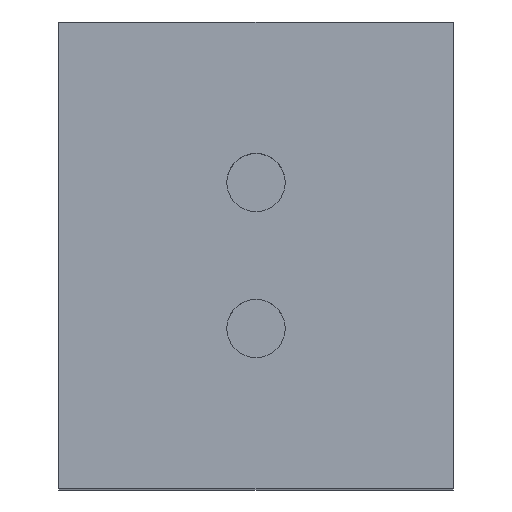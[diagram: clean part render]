
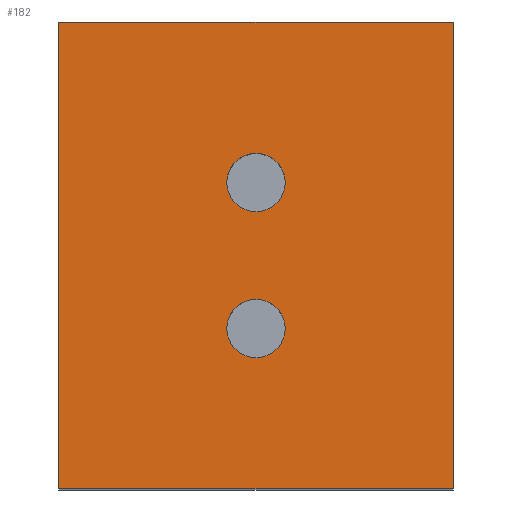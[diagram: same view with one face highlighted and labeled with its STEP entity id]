
A CAD part, top view. The second image highlights one B-rep face of the part: STEP entity #182.
In plain terms, the highlighted planar face has unit normal (0, 0, 1).
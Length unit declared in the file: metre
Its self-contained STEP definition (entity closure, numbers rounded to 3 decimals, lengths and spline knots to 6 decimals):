
#18=CIRCLE('',#212,0.002);
#19=CIRCLE('',#213,0.002);
#42=ORIENTED_EDGE('',*,*,#78,.F.);
#43=ORIENTED_EDGE('',*,*,#79,.F.);
#44=ORIENTED_EDGE('',*,*,#66,.F.);
#45=ORIENTED_EDGE('',*,*,#70,.T.);
#46=ORIENTED_EDGE('',*,*,#73,.T.);
#47=ORIENTED_EDGE('',*,*,#77,.F.);
#66=EDGE_CURVE('',#86,#87,#102,.T.);
#70=EDGE_CURVE('',#86,#89,#106,.T.);
#73=EDGE_CURVE('',#89,#91,#109,.T.);
#77=EDGE_CURVE('',#87,#91,#111,.T.);
#78=EDGE_CURVE('',#94,#94,#18,.T.);
#79=EDGE_CURVE('',#95,#95,#19,.T.);
#86=VERTEX_POINT('',#291);
#87=VERTEX_POINT('',#293);
#89=VERTEX_POINT('',#299);
#91=VERTEX_POINT('',#305);
#94=VERTEX_POINT('',#316);
#95=VERTEX_POINT('',#318);
#102=LINE('',#292,#114);
#106=LINE('',#300,#118);
#109=LINE('',#306,#121);
#111=LINE('',#313,#123);
#114=VECTOR('',#233,1.);
#118=VECTOR('',#239,1.);
#121=VECTOR('',#244,1.);
#123=VECTOR('',#252,1.);
#130=EDGE_LOOP('',(#42));
#131=EDGE_LOOP('',(#43));
#132=EDGE_LOOP('',(#44,#45,#46,#47));
#152=FACE_BOUND('',#130,.T.);
#153=FACE_BOUND('',#131,.T.);
#154=FACE_BOUND('',#132,.T.);
#172=PLANE('',#211);
#182=ADVANCED_FACE('',(#152,#153,#154),#172,.T.);
#211=AXIS2_PLACEMENT_3D('',#314,#253,#254);
#212=AXIS2_PLACEMENT_3D('',#315,#255,#256);
#213=AXIS2_PLACEMENT_3D('',#317,#257,#258);
#233=DIRECTION('',(1.,0.,0.));
#239=DIRECTION('',(0.,-1.,0.));
#244=DIRECTION('',(1.,0.,0.));
#252=DIRECTION('',(0.,-1.,0.));
#253=DIRECTION('',(0.,0.,1.));
#254=DIRECTION('',(1.,0.,0.));
#255=DIRECTION('',(0.,0.,1.));
#256=DIRECTION('',(1.,0.,0.));
#257=DIRECTION('',(0.,0.,1.));
#258=DIRECTION('',(1.,0.,0.));
#291=CARTESIAN_POINT('',(-0.003187,0.010317,0.04));
#292=CARTESIAN_POINT('',(0.010313,0.010317,0.04));
#293=CARTESIAN_POINT('',(0.023813,0.010317,0.04));
#299=CARTESIAN_POINT('',(-0.003187,-0.021683,0.04));
#300=CARTESIAN_POINT('',(-0.003187,-0.005683,0.04));
#305=CARTESIAN_POINT('',(0.023813,-0.021683,0.04));
#306=CARTESIAN_POINT('',(0.010313,-0.021683,0.04));
#313=CARTESIAN_POINT('',(0.023813,-0.005683,0.04));
#314=CARTESIAN_POINT('',(0.010313,-0.005683,0.04));
#315=CARTESIAN_POINT('',(0.010313,-0.000683,0.04));
#316=CARTESIAN_POINT('',(0.012313,-0.000683,0.04));
#317=CARTESIAN_POINT('',(0.010313,-0.010683,0.04));
#318=CARTESIAN_POINT('',(0.012313,-0.010683,0.04));
